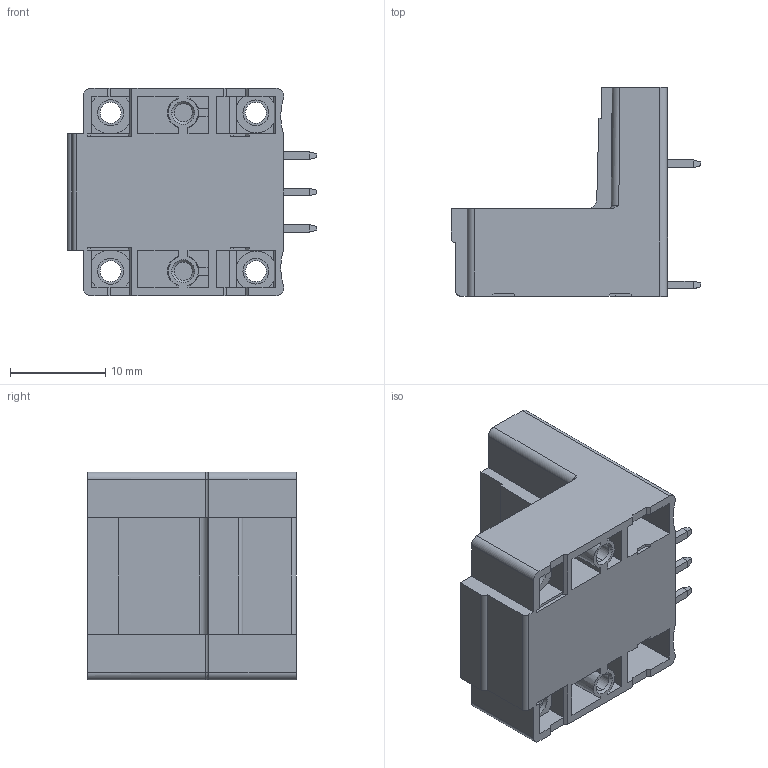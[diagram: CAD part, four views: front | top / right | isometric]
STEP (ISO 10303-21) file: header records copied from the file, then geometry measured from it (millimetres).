
FILE_DESCRIPTION((''),'2;1');
FILE_NAME('TLPHDW-105R-1','2024-09-24T10:22:55',('sheji109'),(''),'CREO PARAMETRIC BY PTC INC, 2018100','CREO PARAMETRIC BY PTC INC, 2018100','');
FILE_SCHEMA(('CONFIG_CONTROL_DESIGN'));
Length unit declared in the file: millimetre
Products named in the file (1): TLPHDW-105R-1
Bounding box: 26.2 x 21.9 x 21.82 mm (x, y, z)
Volume: 4201.4 mm3; surface area: 5539.4 mm2
Topology: 1 solids, 1 shells, 662 faces, 1804 edges, 1174 vertices
Faces by surface type: plane 500, cylinder 143, cone 14, sphere 3, bspline 2
Entity records: 20857 total; most frequent: CARTESIAN_POINT 3895, ORIENTED_EDGE 3602, DIRECTION 3389, EDGE_CURVE 1801, VECTOR 1429, LINE 1429, VERTEX_POINT 1174, AXIS2_PLACEMENT_3D 980
